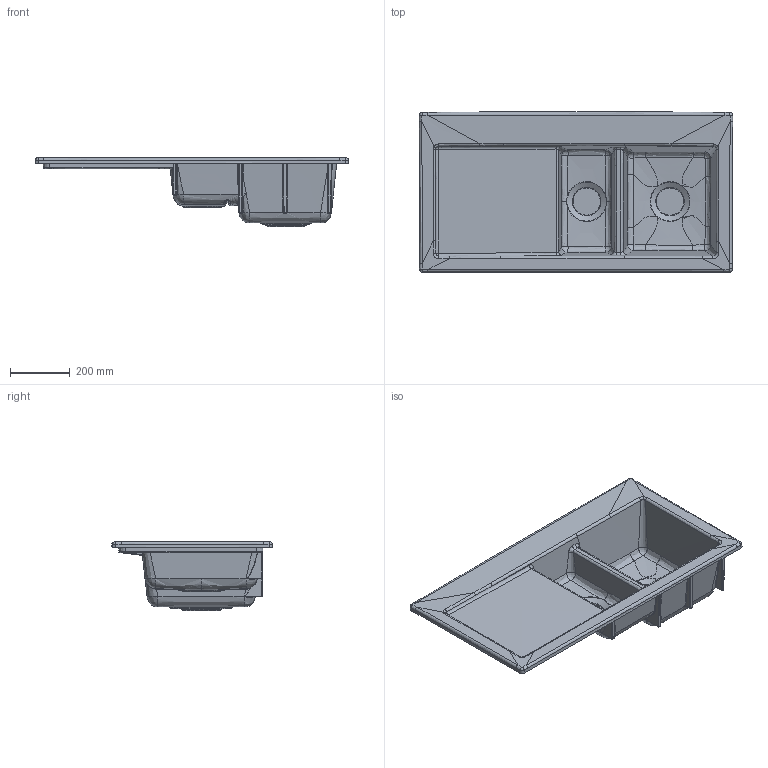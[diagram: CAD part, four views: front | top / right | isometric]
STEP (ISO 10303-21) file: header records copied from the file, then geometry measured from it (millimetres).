
FILE_DESCRIPTION(/* description */ (''),/* implementation_level */ '2;1');
FILE_NAME(/* name */ 'Spuele_6721_Subway_60.stp',/* time_stamp */ '2019-02-20T13:43:02+01:00',/* author */ (''),/* organization */ (''),/* preprocessor_version */ 'ST-DEVELOPER v16',/* originating_system */ 'SIEMENS PLM Software NX 10.0',/* authorisation */ '');
FILE_SCHEMA (('AUTOMOTIVE_DESIGN { 1 0 10303 214 3 1 1 1 }'));
Length unit declared in the file: millimetre
Products named in the file (1): Sier17C06C057nn9
Bounding box: 1051 x 538.19 x 231.27 mm (x, y, z)
Volume: 14687178 mm3; surface area: 1847778.9 mm2
Topology: 1 solids, 1 shells, 400 faces, 970 edges, 554 vertices
Faces by surface type: bspline 385, plane 4, torus 4, sphere 4, cone 3
Entity records: 28323 total; most frequent: CARTESIAN_POINT 22354, ORIENTED_EDGE 1876, EDGE_CURVE 938, B_SPLINE_CURVE_WITH_KNOTS 809, VERTEX_POINT 550, EDGE_LOOP 410, ADVANCED_FACE 400, FACE_OUTER_BOUND 390
